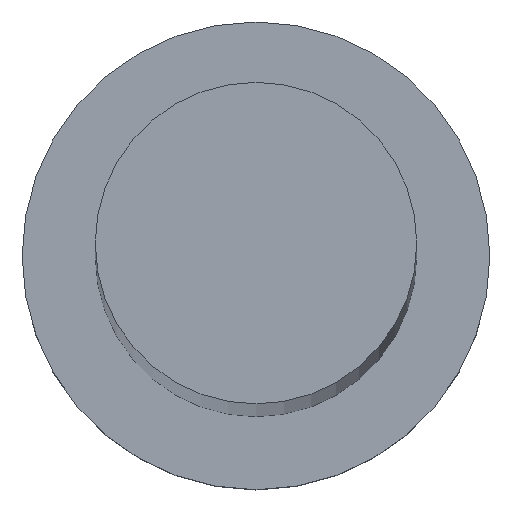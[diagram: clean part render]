
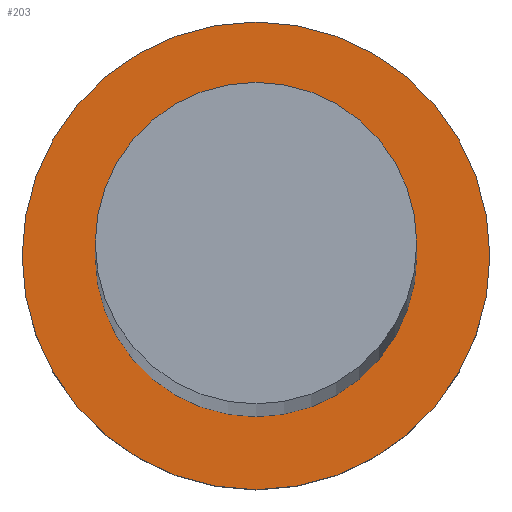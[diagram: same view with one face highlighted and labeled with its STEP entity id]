
A CAD part, top view. The second image highlights one B-rep face of the part: STEP entity #203.
In plain terms, the highlighted planar face has unit normal (0, 0, 1).
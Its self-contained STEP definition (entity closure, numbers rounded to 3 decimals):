
#2 = PLANE ( 'NONE',  #129 ) ;
#6 = CARTESIAN_POINT ( 'NONE',  ( 5.5, 0., 5. ) ) ;
#11 = ORIENTED_EDGE ( 'NONE', *, *, #183, .F. ) ;
#18 = EDGE_LOOP ( 'NONE', ( #11, #158 ) ) ;
#20 = CARTESIAN_POINT ( 'NONE',  ( 0., 0., 5. ) ) ;
#26 = EDGE_CURVE ( 'NONE', #57, #75, #255, .T. ) ;
#36 = AXIS2_PLACEMENT_3D ( 'NONE', #147, #243, #126 ) ;
#38 = EDGE_CURVE ( 'NONE', #75, #57, #65, .T. ) ;
#40 = DIRECTION ( 'NONE',  ( 0., 0., 1. ) ) ;
#42 = DIRECTION ( 'NONE',  ( 1., 0., 0. ) ) ;
#43 = AXIS2_PLACEMENT_3D ( 'NONE', #240, #40, #131 ) ;
#57 = VERTEX_POINT ( 'NONE', #69 ) ;
#60 = DIRECTION ( 'NONE',  ( 1., 0., 0. ) ) ;
#65 = CIRCLE ( 'NONE', #172, 8. ) ;
#69 = CARTESIAN_POINT ( 'NONE',  ( -8., 0., 5. ) ) ;
#75 = VERTEX_POINT ( 'NONE', #153 ) ;
#96 = EDGE_CURVE ( 'NONE', #162, #247, #218, .T. ) ;
#126 = DIRECTION ( 'NONE',  ( 1., 0., 0. ) ) ;
#129 = AXIS2_PLACEMENT_3D ( 'NONE', #188, #167, #60 ) ;
#131 = DIRECTION ( 'NONE',  ( 1., 0., 0. ) ) ;
#133 = DIRECTION ( 'NONE',  ( 0., 0., 1. ) ) ;
#135 = CARTESIAN_POINT ( 'NONE',  ( 0., 0., 5. ) ) ;
#143 = CIRCLE ( 'NONE', #43, 5.5 ) ;
#147 = CARTESIAN_POINT ( 'NONE',  ( 0., 0., 5. ) ) ;
#153 = CARTESIAN_POINT ( 'NONE',  ( 8., 0., 5. ) ) ;
#158 = ORIENTED_EDGE ( 'NONE', *, *, #96, .F. ) ;
#162 = VERTEX_POINT ( 'NONE', #6 ) ;
#163 = FACE_OUTER_BOUND ( 'NONE', #225, .T. ) ;
#167 = DIRECTION ( 'NONE',  ( 0., 0., 1. ) ) ;
#169 = AXIS2_PLACEMENT_3D ( 'NONE', #135, #133, #42 ) ;
#171 = DIRECTION ( 'NONE',  ( 0., 0., 1. ) ) ;
#172 = AXIS2_PLACEMENT_3D ( 'NONE', #20, #171, #184 ) ;
#183 = EDGE_CURVE ( 'NONE', #247, #162, #143, .T. ) ;
#184 = DIRECTION ( 'NONE',  ( 1., 0., 0. ) ) ;
#188 = CARTESIAN_POINT ( 'NONE',  ( 0., 0., 5. ) ) ;
#191 = ORIENTED_EDGE ( 'NONE', *, *, #26, .T. ) ;
#203 = ADVANCED_FACE ( 'NONE', ( #210, #163 ), #2, .T. ) ;
#206 = CARTESIAN_POINT ( 'NONE',  ( -5.5, 0., 5. ) ) ;
#210 = FACE_BOUND ( 'NONE', #18, .T. ) ;
#218 = CIRCLE ( 'NONE', #169, 5.5 ) ;
#223 = ORIENTED_EDGE ( 'NONE', *, *, #38, .T. ) ;
#225 = EDGE_LOOP ( 'NONE', ( #191, #223 ) ) ;
#240 = CARTESIAN_POINT ( 'NONE',  ( 0., 0., 5. ) ) ;
#243 = DIRECTION ( 'NONE',  ( 0., 0., 1. ) ) ;
#247 = VERTEX_POINT ( 'NONE', #206 ) ;
#255 = CIRCLE ( 'NONE', #36, 8. ) ;
